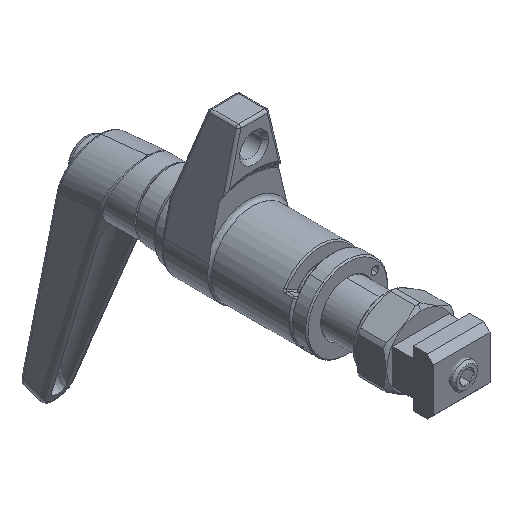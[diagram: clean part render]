
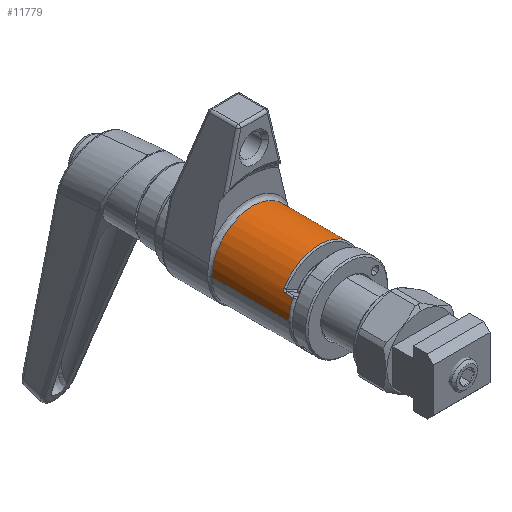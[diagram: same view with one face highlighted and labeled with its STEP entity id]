
A CAD part, isometric view. The second image highlights one B-rep face of the part: STEP entity #11779.
In plain terms, the highlighted cylindrical face has radius 16 mm (diameter 32 mm), a partial arc.
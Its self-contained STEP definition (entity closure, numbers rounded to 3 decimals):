
#14 = CARTESIAN_POINT ( 'NONE',  ( 14.131, -20.696, 7.505 ) ) ;
#95 = VECTOR ( 'NONE', #2836, 1000. ) ;
#176 = ORIENTED_EDGE ( 'NONE', *, *, #2850, .T. ) ;
#652 = DIRECTION ( 'NONE',  ( 0., -1., 0. ) ) ;
#784 = CARTESIAN_POINT ( 'NONE',  ( -13.893, -20.5, 7.938 ) ) ;
#801 = DIRECTION ( 'NONE',  ( 0., 1., 0. ) ) ;
#880 = CARTESIAN_POINT ( 'NONE',  ( 13.893, -20.5, 7.938 ) ) ;
#935 = CARTESIAN_POINT ( 'NONE',  ( 14.316, -24.5, 7.146 ) ) ;
#1152 = DIRECTION ( 'NONE',  ( 0., 1., 0. ) ) ;
#1167 = VERTEX_POINT ( 'NONE', #8361 ) ;
#1207 = ORIENTED_EDGE ( 'NONE', *, *, #1590, .T. ) ;
#1265 = EDGE_CURVE ( 'NONE', #1455, #1167, #6470, .T. ) ;
#1280 = CIRCLE ( 'NONE', #8626, 16. ) ;
#1448 = LINE ( 'NONE', #2508, #95 ) ;
#1455 = VERTEX_POINT ( 'NONE', #935 ) ;
#1582 = CARTESIAN_POINT ( 'NONE',  ( 16., 5.5, 0. ) ) ;
#1583 = LINE ( 'NONE', #9611, #4879 ) ;
#1590 = EDGE_CURVE ( 'NONE', #7342, #2574, #7292, .T. ) ;
#1636 = AXIS2_PLACEMENT_3D ( 'NONE', #8606, #801, #5603 ) ;
#1645 = CARTESIAN_POINT ( 'NONE',  ( -13.825, -20.5, 8.054 ) ) ;
#1848 = LINE ( 'NONE', #11832, #5970 ) ;
#2031 = VERTEX_POINT ( 'NONE', #4820 ) ;
#2032 = EDGE_CURVE ( 'NONE', #2574, #2031, #1280, .T. ) ;
#2131 = CARTESIAN_POINT ( 'NONE',  ( 14.303, -21.234, 7.17 ) ) ;
#2179 = AXIS2_PLACEMENT_3D ( 'NONE', #3267, #8256, #11300 ) ;
#2265 = CARTESIAN_POINT ( 'NONE',  ( 14.316, -21.5, 7.146 ) ) ;
#2304 = ORIENTED_EDGE ( 'NONE', *, *, #6419, .F. ) ;
#2470 = ORIENTED_EDGE ( 'NONE', *, *, #2032, .T. ) ;
#2508 = CARTESIAN_POINT ( 'NONE',  ( 16., 4.5, 0. ) ) ;
#2574 = VERTEX_POINT ( 'NONE', #11533 ) ;
#2799 = DIRECTION ( 'NONE',  ( -1., 0., 0. ) ) ;
#2836 = DIRECTION ( 'NONE',  ( 0., 1., 0. ) ) ;
#2850 = EDGE_CURVE ( 'NONE', #1167, #4084, #1448, .T. ) ;
#2929 = DIRECTION ( 'NONE',  ( 0., 1., 0. ) ) ;
#2962 = VERTEX_POINT ( 'NONE', #9268 ) ;
#3045 = CARTESIAN_POINT ( 'NONE',  ( 14.316, -21.366, 7.146 ) ) ;
#3267 = CARTESIAN_POINT ( 'NONE',  ( 0., 4.5, 0. ) ) ;
#3486 = VERTEX_POINT ( 'NONE', #3497 ) ;
#3497 = CARTESIAN_POINT ( 'NONE',  ( -16., -24.5, 0. ) ) ;
#3734 = CARTESIAN_POINT ( 'NONE',  ( -14.303, -21.232, 7.171 ) ) ;
#3960 = VERTEX_POINT ( 'NONE', #12282 ) ;
#4014 = EDGE_LOOP ( 'NONE', ( #2304, #5888, #12087, #1207, #2470, #5106, #8010, #12445, #176, #4808 ) ) ;
#4084 = VERTEX_POINT ( 'NONE', #1582 ) ;
#4460 = CIRCLE ( 'NONE', #11207, 16. ) ;
#4772 = CARTESIAN_POINT ( 'NONE',  ( -14.131, -20.696, 7.505 ) ) ;
#4808 = ORIENTED_EDGE ( 'NONE', *, *, #4931, .F. ) ;
#4820 = CARTESIAN_POINT ( 'NONE',  ( 13.825, -20.5, 8.054 ) ) ;
#4865 = CARTESIAN_POINT ( 'NONE',  ( 14.077, -20.623, 7.606 ) ) ;
#4879 = VECTOR ( 'NONE', #652, 1000. ) ;
#4931 = EDGE_CURVE ( 'NONE', #3960, #4084, #4460, .T. ) ;
#5106 = ORIENTED_EDGE ( 'NONE', *, *, #9046, .T. ) ;
#5158 = EDGE_CURVE ( 'NONE', #2962, #7342, #1848, .T. ) ;
#5497 = LINE ( 'NONE', #6563, #12493 ) ;
#5603 = DIRECTION ( 'NONE',  ( 1., 0., 0. ) ) ;
#5888 = ORIENTED_EDGE ( 'NONE', *, *, #10602, .T. ) ;
#5957 = CARTESIAN_POINT ( 'NONE',  ( 0., 5.5, 0. ) ) ;
#5970 = VECTOR ( 'NONE', #12839, 1000. ) ;
#6239 = CYLINDRICAL_SURFACE ( 'NONE', #2179, 16. ) ;
#6419 = EDGE_CURVE ( 'NONE', #3486, #3960, #5497, .T. ) ;
#6470 = CIRCLE ( 'NONE', #1636, 16. ) ;
#6563 = CARTESIAN_POINT ( 'NONE',  ( -16., 4.5, 0. ) ) ;
#6657 = CARTESIAN_POINT ( 'NONE',  ( 0., -24.5, 0. ) ) ;
#6750 = VERTEX_POINT ( 'NONE', #2265 ) ;
#7123 = CARTESIAN_POINT ( 'NONE',  ( 14.22, -20.879, 7.335 ) ) ;
#7292 = B_SPLINE_CURVE_WITH_KNOTS ( 'NONE', 3,
 ( #7492, #11569, #3734, #8534, #7562, #4772, #8595, #12581, #784, #1645 ),
 .UNSPECIFIED., .F., .F.,
 ( 4, 2, 2, 2, 4 ),
 ( 0., 0., 0.001, 0.001, 0.002 ),
 .UNSPECIFIED. ) ;
#7342 = VERTEX_POINT ( 'NONE', #12145 ) ;
#7492 = CARTESIAN_POINT ( 'NONE',  ( -14.316, -21.5, 7.146 ) ) ;
#7562 = CARTESIAN_POINT ( 'NONE',  ( -14.22, -20.879, 7.335 ) ) ;
#8010 = ORIENTED_EDGE ( 'NONE', *, *, #11639, .T. ) ;
#8256 = DIRECTION ( 'NONE',  ( 0., 1., 0. ) ) ;
#8361 = CARTESIAN_POINT ( 'NONE',  ( 16., -24.5, 0. ) ) ;
#8534 = CARTESIAN_POINT ( 'NONE',  ( -14.255, -20.99, 7.265 ) ) ;
#8595 = CARTESIAN_POINT ( 'NONE',  ( -14.077, -20.623, 7.606 ) ) ;
#8606 = CARTESIAN_POINT ( 'NONE',  ( 0., -24.5, 0. ) ) ;
#8626 = AXIS2_PLACEMENT_3D ( 'NONE', #11967, #2929, #2799 ) ;
#8906 = CARTESIAN_POINT ( 'NONE',  ( 14.316, -21.5, 7.146 ) ) ;
#8976 = CARTESIAN_POINT ( 'NONE',  ( 13.958, -20.526, 7.822 ) ) ;
#9046 = EDGE_CURVE ( 'NONE', #2031, #6750, #9865, .T. ) ;
#9268 = CARTESIAN_POINT ( 'NONE',  ( -14.316, -24.5, 7.146 ) ) ;
#9471 = DIRECTION ( 'NONE',  ( 0., 1., 0. ) ) ;
#9611 = CARTESIAN_POINT ( 'NONE',  ( 14.316, 4.5, 7.146 ) ) ;
#9671 = DIRECTION ( 'NONE',  ( 1., 0., 0. ) ) ;
#9793 = DIRECTION ( 'NONE',  ( 0., 1., 0. ) ) ;
#9825 = AXIS2_PLACEMENT_3D ( 'NONE', #6657, #9471, #9671 ) ;
#9865 = B_SPLINE_CURVE_WITH_KNOTS ( 'NONE', 3,
 ( #12876, #880, #8976, #4865, #14, #7123, #11131, #2131, #3045, #8906 ),
 .UNSPECIFIED., .F., .F.,
 ( 4, 2, 2, 2, 4 ),
 ( 0., 0., 0.001, 0.001, 0.002 ),
 .UNSPECIFIED. ) ;
#10602 = EDGE_CURVE ( 'NONE', #3486, #2962, #11077, .T. ) ;
#11077 = CIRCLE ( 'NONE', #9825, 16. ) ;
#11131 = CARTESIAN_POINT ( 'NONE',  ( 14.256, -20.99, 7.265 ) ) ;
#11207 = AXIS2_PLACEMENT_3D ( 'NONE', #5957, #1152, #11208 ) ;
#11208 = DIRECTION ( 'NONE',  ( 1., 0., 0. ) ) ;
#11300 = DIRECTION ( 'NONE',  ( 1., 0., 0. ) ) ;
#11533 = CARTESIAN_POINT ( 'NONE',  ( -13.825, -20.5, 8.054 ) ) ;
#11569 = CARTESIAN_POINT ( 'NONE',  ( -14.316, -21.366, 7.146 ) ) ;
#11639 = EDGE_CURVE ( 'NONE', #6750, #1455, #1583, .T. ) ;
#11779 = ADVANCED_FACE ( 'NONE', ( #12217 ), #6239, .T. ) ;
#11832 = CARTESIAN_POINT ( 'NONE',  ( -14.316, 4.5, 7.146 ) ) ;
#11967 = CARTESIAN_POINT ( 'NONE',  ( 0., -20.5, 0. ) ) ;
#12087 = ORIENTED_EDGE ( 'NONE', *, *, #5158, .T. ) ;
#12145 = CARTESIAN_POINT ( 'NONE',  ( -14.316, -21.5, 7.146 ) ) ;
#12217 = FACE_OUTER_BOUND ( 'NONE', #4014, .T. ) ;
#12282 = CARTESIAN_POINT ( 'NONE',  ( -16., 5.5, 0. ) ) ;
#12445 = ORIENTED_EDGE ( 'NONE', *, *, #1265, .T. ) ;
#12493 = VECTOR ( 'NONE', #9793, 1000. ) ;
#12581 = CARTESIAN_POINT ( 'NONE',  ( -13.958, -20.525, 7.823 ) ) ;
#12839 = DIRECTION ( 'NONE',  ( 0., 1., 0. ) ) ;
#12876 = CARTESIAN_POINT ( 'NONE',  ( 13.825, -20.5, 8.054 ) ) ;
